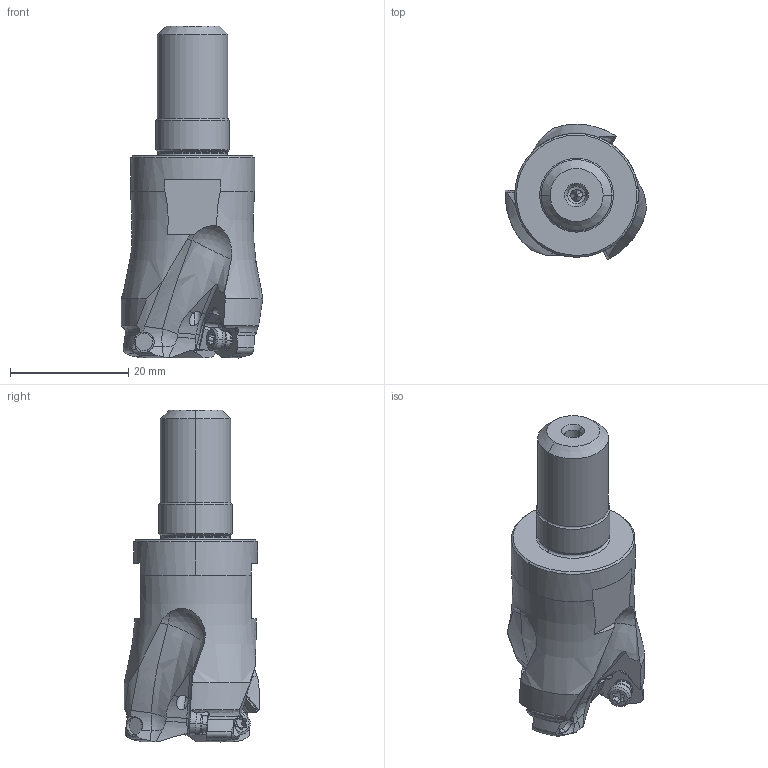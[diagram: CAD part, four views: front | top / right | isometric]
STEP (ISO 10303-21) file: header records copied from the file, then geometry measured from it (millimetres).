
FILE_DESCRIPTION(/* description */ (''),/* implementation_level */ '2;1');
FILE_NAME(/* name */ 'AJXU08R163AM1235.stp',/* time_stamp */ '2021-09-08T11:49:04+09:00',/* author */ (''),/* organization */ (''),/* preprocessor_version */ 'ST-DEVELOPER v16',/* originating_system */ 'SIEMENS PLM Software NX 10.0',/* authorisation */ '');
FILE_SCHEMA (('AUTOMOTIVE_DESIGN { 1 0 10303 214 3 1 1 1 }'));
Length unit declared in the file: millimetre
Products named in the file (1): AJXU08R163AM1235_ASM
Bounding box: 23.95 x 22.94 x 56.24 mm (x, y, z)
Volume: 11930.7 mm3; surface area: 4852.2 mm2
Topology: 4 solids, 4 shells, 362 faces, 1123 edges, 772 vertices
Faces by surface type: cylinder 163, plane 84, cone 67, torus 27, sphere 12, bspline 9
Entity records: 16509 total; most frequent: CARTESIAN_POINT 6592, ORIENTED_EDGE 2198, DIRECTION 1912, EDGE_CURVE 1099, AXIS2_PLACEMENT_3D 795, VERTEX_POINT 747, CIRCLE 382, EDGE_LOOP 376
